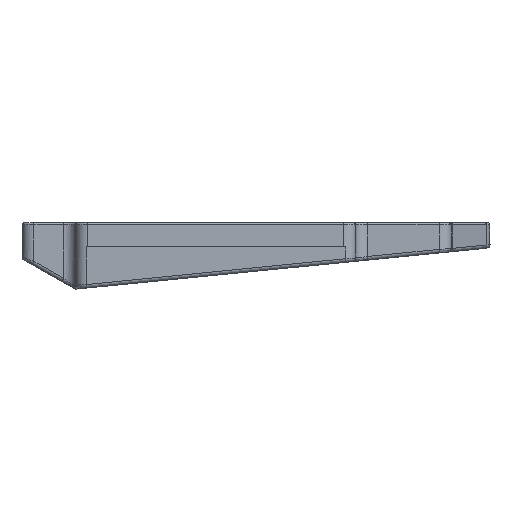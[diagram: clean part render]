
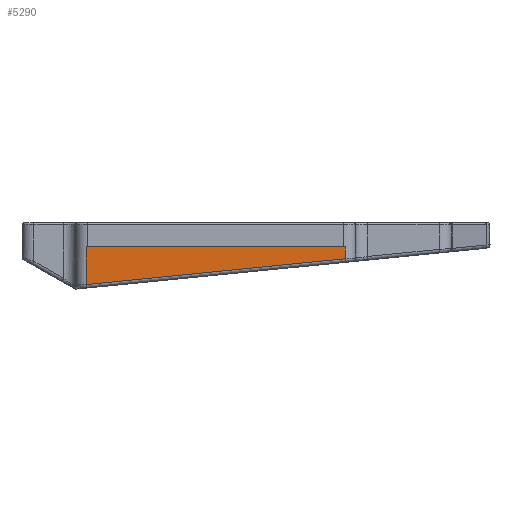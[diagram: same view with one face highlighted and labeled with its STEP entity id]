
A CAD part, left-side view. The second image highlights one B-rep face of the part: STEP entity #5290.
In plain terms, the highlighted planar face has unit normal (-1, 0, 0).
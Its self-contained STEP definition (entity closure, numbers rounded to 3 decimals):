
#99=B_SPLINE_CURVE_WITH_KNOTS('',3,(#9740,#9741,#9742,#9743),
 .UNSPECIFIED.,.F.,.F.,(4,4),(0.,0.001),.UNSPECIFIED.);
#254=PLANE('',#5898);
#548=FACE_OUTER_BOUND('',#910,.T.);
#910=EDGE_LOOP('',(#4596,#4597,#4598,#4599,#4600));
#1460=LINE('',#9201,#1854);
#1487=LINE('',#9914,#1881);
#1566=LINE('',#10315,#1960);
#1567=LINE('',#10316,#1961);
#1854=VECTOR('',#6859,10.);
#1881=VECTOR('',#6994,10.);
#1960=VECTOR('',#7377,10.);
#1961=VECTOR('',#7378,10.);
#2347=VERTEX_POINT('',#9195);
#2348=VERTEX_POINT('',#9200);
#2388=VERTEX_POINT('',#9739);
#2402=VERTEX_POINT('',#9913);
#2524=VERTEX_POINT('',#10314);
#2980=EDGE_CURVE('',#2348,#2347,#1460,.T.);
#3041=EDGE_CURVE('',#2388,#2348,#99,.T.);
#3064=EDGE_CURVE('',#2388,#2402,#1487,.T.);
#3239=EDGE_CURVE('',#2524,#2347,#1566,.T.);
#3240=EDGE_CURVE('',#2524,#2402,#1567,.T.);
#4596=ORIENTED_EDGE('',*,*,#3041,.T.);
#4597=ORIENTED_EDGE('',*,*,#2980,.T.);
#4598=ORIENTED_EDGE('',*,*,#3239,.F.);
#4599=ORIENTED_EDGE('',*,*,#3240,.T.);
#4600=ORIENTED_EDGE('',*,*,#3064,.F.);
#5290=ADVANCED_FACE('',(#548),#254,.F.);
#5898=AXIS2_PLACEMENT_3D('',#10313,#7375,#7376);
#6859=DIRECTION('',(0.,-0.995,0.099));
#6994=DIRECTION('',(0.,0.,1.));
#7375=DIRECTION('center_axis',(1.,0.,0.));
#7376=DIRECTION('ref_axis',(0.,0.,-1.));
#7377=DIRECTION('',(0.,0.,-1.));
#7378=DIRECTION('',(0.,1.,0.));
#9195=CARTESIAN_POINT('',(-157.48,-93.037,-7.618));
#9200=CARTESIAN_POINT('',(-157.48,-37.79,-13.115));
#9201=CARTESIAN_POINT('',(-157.48,-54.946,-11.408));
#9739=CARTESIAN_POINT('',(-157.48,-37.789,-13.106));
#9740=CARTESIAN_POINT('Ctrl Pts',(-157.48,-37.789,-13.106));
#9741=CARTESIAN_POINT('Ctrl Pts',(-157.48,-37.789,-13.109));
#9742=CARTESIAN_POINT('Ctrl Pts',(-157.48,-37.789,-13.112));
#9743=CARTESIAN_POINT('Ctrl Pts',(-157.48,-37.79,-13.115));
#9913=CARTESIAN_POINT('',(-157.48,-37.789,-5.08));
#9914=CARTESIAN_POINT('',(-157.48,-37.789,-17.78));
#10313=CARTESIAN_POINT('Origin',(-157.48,-74.204,-7.427));
#10314=CARTESIAN_POINT('',(-157.48,-93.037,-5.08));
#10315=CARTESIAN_POINT('',(-157.48,-93.037,-17.78));
#10316=CARTESIAN_POINT('',(-157.48,-74.103,-5.08));
